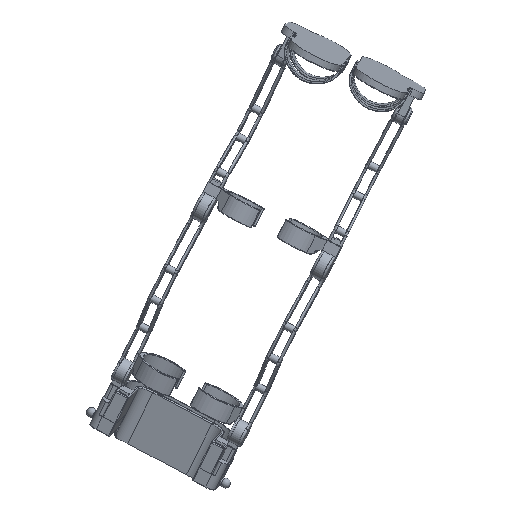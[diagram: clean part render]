
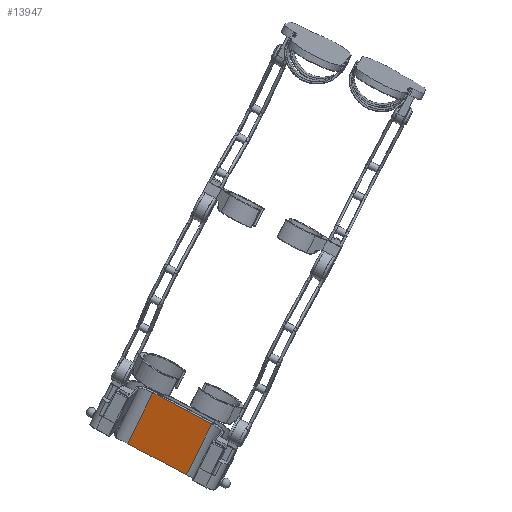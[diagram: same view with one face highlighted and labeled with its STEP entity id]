
A CAD part, front view. The second image highlights one B-rep face of the part: STEP entity #13947.
In plain terms, the highlighted face is planar.
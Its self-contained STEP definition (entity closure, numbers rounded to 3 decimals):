
#567=PLANE('',#15337);
#1090=LINE('',#24364,#1995);
#1130=LINE('',#24668,#2035);
#1164=LINE('',#24755,#2069);
#1258=LINE('',#24999,#2163);
#1995=VECTOR('',#18113,132.857);
#2035=VECTOR('',#18281,132.857);
#2069=VECTOR('',#18353,117.361);
#2163=VECTOR('',#18619,117.361);
#3371=FACE_OUTER_BOUND('',#4345,.T.);
#4345=EDGE_LOOP('',(#11229,#11230,#11231,#11232));
#6407=VERTEX_POINT('',#24340);
#6408=VERTEX_POINT('',#24363);
#6463=VERTEX_POINT('',#24658);
#6465=VERTEX_POINT('',#24664);
#7975=EDGE_CURVE('',#6407,#6408,#1090,.T.);
#8057=EDGE_CURVE('',#6463,#6465,#1130,.T.);
#8103=EDGE_CURVE('',#6465,#6407,#1164,.T.);
#8223=EDGE_CURVE('',#6463,#6408,#1258,.T.);
#11229=ORIENTED_EDGE('',*,*,#8057,.F.);
#11230=ORIENTED_EDGE('',*,*,#8223,.T.);
#11231=ORIENTED_EDGE('',*,*,#7975,.F.);
#11232=ORIENTED_EDGE('',*,*,#8103,.F.);
#13947=ADVANCED_FACE('',(#3371),#567,.T.);
#15337=AXIS2_PLACEMENT_3D('',#25000,#18620,#18621);
#18113=DIRECTION('',(-1.,0.,0.));
#18281=DIRECTION('',(1.,0.,0.));
#18353=DIRECTION('',(0.,1.,0.));
#18619=DIRECTION('',(0.,1.,0.));
#18620=DIRECTION('center_axis',(0.,0.,-1.));
#18621=DIRECTION('ref_axis',(-1.,0.,0.));
#24340=CARTESIAN_POINT('',(0.,119.861,162.631));
#24363=CARTESIAN_POINT('',(-132.857,119.861,162.631));
#24364=CARTESIAN_POINT('',(-113.199,119.861,162.631));
#24658=CARTESIAN_POINT('',(-132.857,2.5,162.631));
#24664=CARTESIAN_POINT('',(0.,2.5,162.631));
#24668=CARTESIAN_POINT('',(-33.222,2.5,162.631));
#24755=CARTESIAN_POINT('',(0.,0.,162.631));
#24999=CARTESIAN_POINT('',(-132.857,0.,162.631));
#25000=CARTESIAN_POINT('Origin',(0.,0.,162.631));
